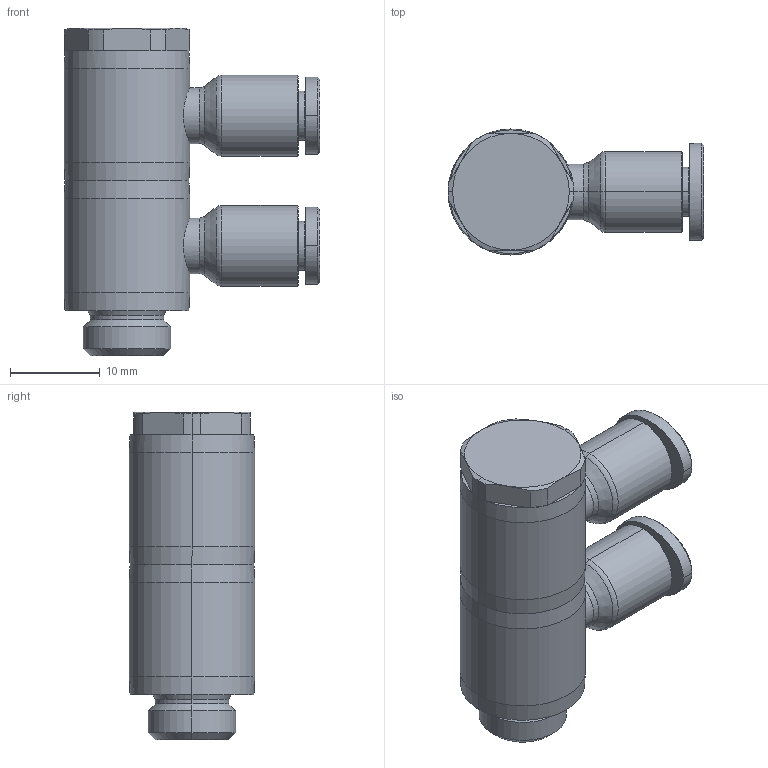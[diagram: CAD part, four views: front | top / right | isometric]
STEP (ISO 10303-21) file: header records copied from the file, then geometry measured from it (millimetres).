
FILE_DESCRIPTION((''),'2;1');
FILE_NAME('GPH_04G01(2)(3D).stp','2012-12-20T18:40:17',(''),(''),'Mechanical Desktop.R8.0.24.0','Mechanical Desktop.R8.0.24.0',', , ');
FILE_SCHEMA(('CONFIG_CONTROL_DESIGN'));
Length unit declared in the file: millimetre
Products named in the file (2): GPH_04G01(2)(3D); 睡ヶ1
Assembly tree (1 placements, depth 2):
  GPH_04G01(2)(3D)
    睡ヶ1
Bounding box: 28.5 x 14 x 36.5 mm (x, y, z)
Volume: 5472.4 mm3; surface area: 5922.5 mm2
Topology: 1 solids, 1 shells, 857 faces, 2372 edges, 1553 vertices
Faces by surface type: plane 683, bspline 62, cylinder 56, cone 52, torus 4
Entity records: 28459 total; most frequent: CARTESIAN_POINT 6524, ORIENTED_EDGE 4740, DIRECTION 4222, EDGE_CURVE 2370, VECTOR 2056, LINE 2056, VERTEX_POINT 1553, AXIS2_PLACEMENT_3D 1083
